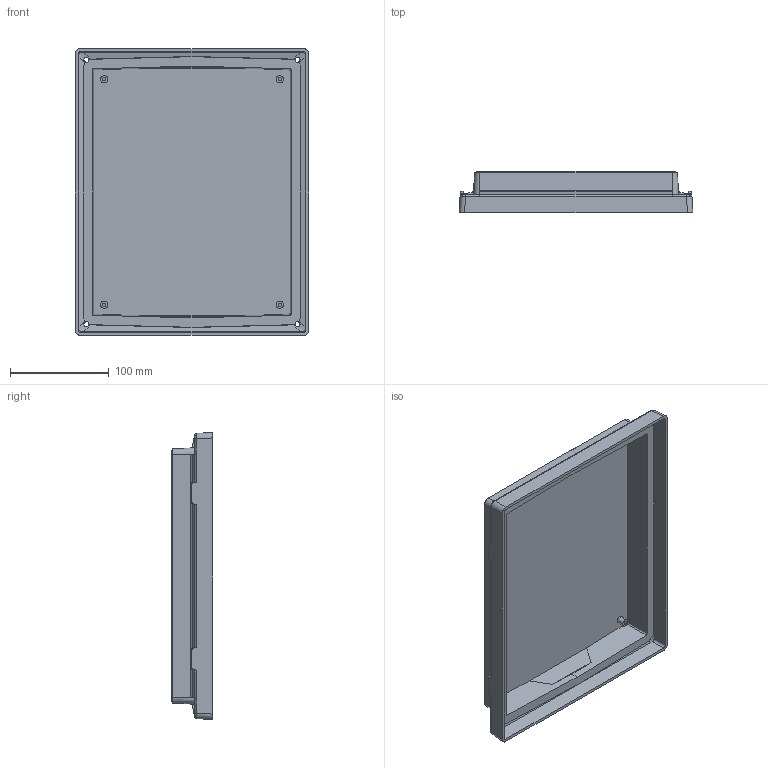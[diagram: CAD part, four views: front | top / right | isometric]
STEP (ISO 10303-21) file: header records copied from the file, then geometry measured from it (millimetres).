
FILE_DESCRIPTION (( 'STEP AP214' ), '1' );
FILE_NAME ('10x8_screw_cover.STEP', '2016-05-12T05:32:06', ( '' ), ( '' ), 'SwSTEP 2.0', 'SolidWorks 2015', '' );
FILE_SCHEMA (( 'AUTOMOTIVE_DESIGN' ));
Length unit declared in the file: millimetre
Products named in the file (1): 10x8_screw_cover
Bounding box: 236.84 x 42 x 290.84 mm (x, y, z)
Volume: 401038.5 mm3; surface area: 217884.4 mm2
Topology: 1 solids, 1 shells, 190 faces, 538 edges, 356 vertices
Faces by surface type: cylinder 88, plane 86, bspline 12, cone 4
Entity records: 6611 total; most frequent: CARTESIAN_POINT 2028, ORIENTED_EDGE 1076, DIRECTION 816, EDGE_CURVE 538, VERTEX_POINT 356, LINE 282, VECTOR 282, AXIS2_PLACEMENT_3D 267
